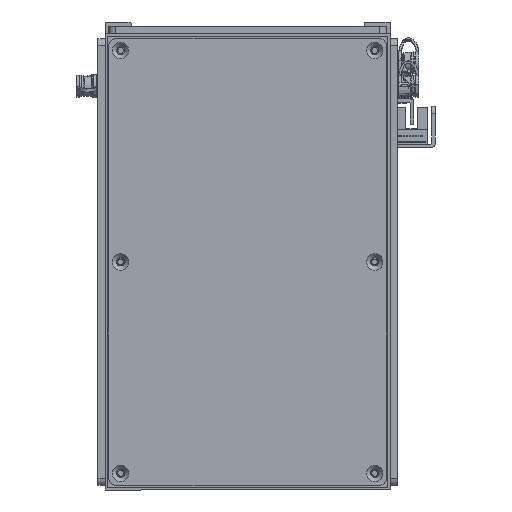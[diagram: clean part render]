
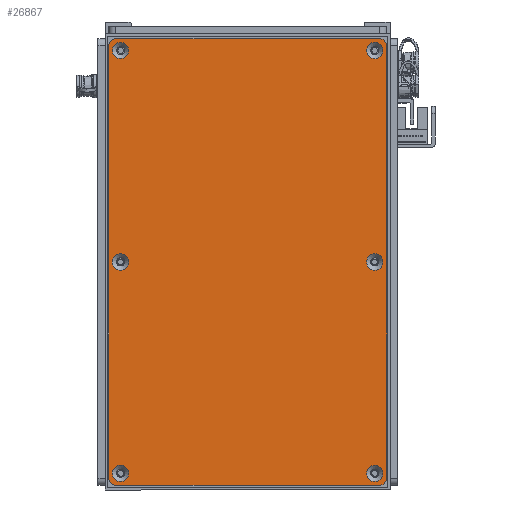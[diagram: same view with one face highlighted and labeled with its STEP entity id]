
A CAD part, front view. The second image highlights one B-rep face of the part: STEP entity #26867.
In plain terms, the highlighted planar face has unit normal (0, -1, 0).
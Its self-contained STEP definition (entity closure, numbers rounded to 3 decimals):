
#2208=FACE_BOUND('',#6424,.T.);
#2209=FACE_BOUND('',#6425,.T.);
#2210=FACE_BOUND('',#6426,.T.);
#2211=FACE_BOUND('',#6427,.T.);
#2212=FACE_BOUND('',#6428,.T.);
#2213=FACE_BOUND('',#6429,.T.);
#3312=CIRCLE('',#29681,3.45);
#3315=CIRCLE('',#29686,3.45);
#3318=CIRCLE('',#29691,3.45);
#3321=CIRCLE('',#29696,3.45);
#3324=CIRCLE('',#29701,3.45);
#3327=CIRCLE('',#29706,3.45);
#3330=CIRCLE('',#29711,3.);
#3332=CIRCLE('',#29714,3.);
#3333=CIRCLE('',#29715,3.);
#3334=CIRCLE('',#29716,3.);
#4705=FACE_OUTER_BOUND('',#6423,.T.);
#6423=EDGE_LOOP('',(#23845,#23846,#23847,#23848,#23849,#23850,#23851,#23852));
#6424=EDGE_LOOP('',(#23853));
#6425=EDGE_LOOP('',(#23854));
#6426=EDGE_LOOP('',(#23855));
#6427=EDGE_LOOP('',(#23856));
#6428=EDGE_LOOP('',(#23857));
#6429=EDGE_LOOP('',(#23858));
#8664=LINE('',#46002,#10899);
#8665=LINE('',#46006,#10900);
#8666=LINE('',#46010,#10901);
#8667=LINE('',#46013,#10902);
#10899=VECTOR('',#36687,10.);
#10900=VECTOR('',#36690,10.);
#10901=VECTOR('',#36693,10.);
#10902=VECTOR('',#36696,10.);
#13308=VERTEX_POINT('',#45932);
#13311=VERTEX_POINT('',#45942);
#13314=VERTEX_POINT('',#45952);
#13317=VERTEX_POINT('',#45962);
#13320=VERTEX_POINT('',#45972);
#13323=VERTEX_POINT('',#45982);
#13326=VERTEX_POINT('',#45992);
#13327=VERTEX_POINT('',#45993);
#13330=VERTEX_POINT('',#46001);
#13331=VERTEX_POINT('',#46003);
#13332=VERTEX_POINT('',#46005);
#13333=VERTEX_POINT('',#46007);
#13334=VERTEX_POINT('',#46009);
#13335=VERTEX_POINT('',#46011);
#16871=EDGE_CURVE('',#13308,#13308,#3312,.T.);
#16876=EDGE_CURVE('',#13311,#13311,#3315,.T.);
#16881=EDGE_CURVE('',#13314,#13314,#3318,.T.);
#16886=EDGE_CURVE('',#13317,#13317,#3321,.T.);
#16891=EDGE_CURVE('',#13320,#13320,#3324,.T.);
#16896=EDGE_CURVE('',#13323,#13323,#3327,.T.);
#16901=EDGE_CURVE('',#13326,#13327,#3330,.T.);
#16905=EDGE_CURVE('',#13326,#13330,#8664,.T.);
#16906=EDGE_CURVE('',#13331,#13330,#3332,.T.);
#16907=EDGE_CURVE('',#13331,#13332,#8665,.T.);
#16908=EDGE_CURVE('',#13333,#13332,#3333,.T.);
#16909=EDGE_CURVE('',#13333,#13334,#8666,.T.);
#16910=EDGE_CURVE('',#13335,#13334,#3334,.T.);
#16911=EDGE_CURVE('',#13335,#13327,#8667,.T.);
#23845=ORIENTED_EDGE('',*,*,#16901,.F.);
#23846=ORIENTED_EDGE('',*,*,#16905,.T.);
#23847=ORIENTED_EDGE('',*,*,#16906,.F.);
#23848=ORIENTED_EDGE('',*,*,#16907,.T.);
#23849=ORIENTED_EDGE('',*,*,#16908,.F.);
#23850=ORIENTED_EDGE('',*,*,#16909,.T.);
#23851=ORIENTED_EDGE('',*,*,#16910,.F.);
#23852=ORIENTED_EDGE('',*,*,#16911,.T.);
#23853=ORIENTED_EDGE('',*,*,#16871,.T.);
#23854=ORIENTED_EDGE('',*,*,#16876,.T.);
#23855=ORIENTED_EDGE('',*,*,#16881,.T.);
#23856=ORIENTED_EDGE('',*,*,#16886,.T.);
#23857=ORIENTED_EDGE('',*,*,#16891,.T.);
#23858=ORIENTED_EDGE('',*,*,#16896,.T.);
#25624=PLANE('',#29713);
#26867=ADVANCED_FACE('',(#4705,#2208,#2209,#2210,#2211,#2212,#2213),#25624,
 .T.);
#29681=AXIS2_PLACEMENT_3D('',#45933,#36607,#36608);
#29686=AXIS2_PLACEMENT_3D('',#45943,#36619,#36620);
#29691=AXIS2_PLACEMENT_3D('',#45953,#36631,#36632);
#29696=AXIS2_PLACEMENT_3D('',#45963,#36643,#36644);
#29701=AXIS2_PLACEMENT_3D('',#45973,#36655,#36656);
#29706=AXIS2_PLACEMENT_3D('',#45983,#36667,#36668);
#29711=AXIS2_PLACEMENT_3D('',#45994,#36679,#36680);
#29713=AXIS2_PLACEMENT_3D('',#46000,#36685,#36686);
#29714=AXIS2_PLACEMENT_3D('',#46004,#36688,#36689);
#29715=AXIS2_PLACEMENT_3D('',#46008,#36691,#36692);
#29716=AXIS2_PLACEMENT_3D('',#46012,#36694,#36695);
#36607=DIRECTION('center_axis',(0.,1.,0.));
#36608=DIRECTION('ref_axis',(1.,0.,0.));
#36619=DIRECTION('center_axis',(0.,1.,0.));
#36620=DIRECTION('ref_axis',(1.,0.,0.));
#36631=DIRECTION('center_axis',(0.,1.,0.));
#36632=DIRECTION('ref_axis',(1.,0.,0.));
#36643=DIRECTION('center_axis',(0.,1.,0.));
#36644=DIRECTION('ref_axis',(1.,0.,0.));
#36655=DIRECTION('center_axis',(0.,1.,0.));
#36656=DIRECTION('ref_axis',(1.,0.,0.));
#36667=DIRECTION('center_axis',(0.,1.,0.));
#36668=DIRECTION('ref_axis',(1.,0.,0.));
#36679=DIRECTION('center_axis',(0.,1.,0.));
#36680=DIRECTION('ref_axis',(-0.707,0.,0.707));
#36685=DIRECTION('center_axis',(0.,-1.,0.));
#36686=DIRECTION('ref_axis',(0.,0.,-1.));
#36687=DIRECTION('',(0.,0.,-1.));
#36688=DIRECTION('center_axis',(0.,1.,0.));
#36689=DIRECTION('ref_axis',(-0.707,0.,-0.707));
#36690=DIRECTION('',(1.,0.,0.));
#36691=DIRECTION('center_axis',(0.,1.,0.));
#36692=DIRECTION('ref_axis',(0.707,0.,-0.707));
#36693=DIRECTION('',(0.,0.,1.));
#36694=DIRECTION('center_axis',(0.,1.,0.));
#36695=DIRECTION('ref_axis',(0.707,0.,0.707));
#36696=DIRECTION('',(-1.,0.,0.));
#45932=CARTESIAN_POINT('',(85.55,-1.5,53.5));
#45933=CARTESIAN_POINT('Origin',(89.,-1.5,53.5));
#45942=CARTESIAN_POINT('',(-3.45,-1.5,-53.5));
#45943=CARTESIAN_POINT('Origin',(0.,-1.5,-53.5));
#45952=CARTESIAN_POINT('',(-92.45,-1.5,53.5));
#45953=CARTESIAN_POINT('Origin',(-89.,-1.5,53.5));
#45962=CARTESIAN_POINT('',(-92.45,-1.5,-53.5));
#45963=CARTESIAN_POINT('Origin',(-89.,-1.5,-53.5));
#45972=CARTESIAN_POINT('',(-3.45,-1.5,53.5));
#45973=CARTESIAN_POINT('Origin',(0.,-1.5,53.5));
#45982=CARTESIAN_POINT('',(85.55,-1.5,-53.5));
#45983=CARTESIAN_POINT('Origin',(89.,-1.5,-53.5));
#45992=CARTESIAN_POINT('',(-94.,-1.5,55.5));
#45993=CARTESIAN_POINT('',(-91.,-1.5,58.5));
#45994=CARTESIAN_POINT('Origin',(-91.,-1.5,55.5));
#46000=CARTESIAN_POINT('Origin',(0.,-1.5,0.));
#46001=CARTESIAN_POINT('',(-94.,-1.5,-55.5));
#46002=CARTESIAN_POINT('',(-94.,-1.5,58.5));
#46003=CARTESIAN_POINT('',(-91.,-1.5,-58.5));
#46004=CARTESIAN_POINT('Origin',(-91.,-1.5,-55.5));
#46005=CARTESIAN_POINT('',(91.,-1.5,-58.5));
#46006=CARTESIAN_POINT('',(-94.,-1.5,-58.5));
#46007=CARTESIAN_POINT('',(94.,-1.5,-55.5));
#46008=CARTESIAN_POINT('Origin',(91.,-1.5,-55.5));
#46009=CARTESIAN_POINT('',(94.,-1.5,55.5));
#46010=CARTESIAN_POINT('',(94.,-1.5,-58.5));
#46011=CARTESIAN_POINT('',(91.,-1.5,58.5));
#46012=CARTESIAN_POINT('Origin',(91.,-1.5,55.5));
#46013=CARTESIAN_POINT('',(94.,-1.5,58.5));
